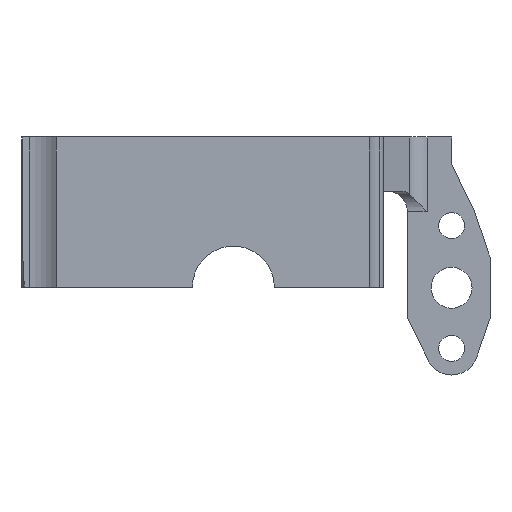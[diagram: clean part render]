
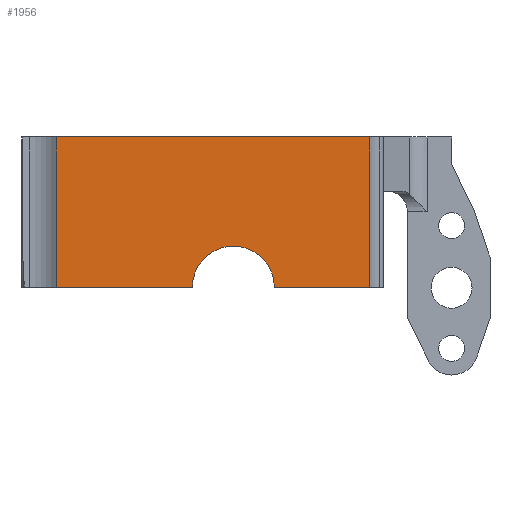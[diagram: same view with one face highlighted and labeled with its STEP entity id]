
A CAD part, front view. The second image highlights one B-rep face of the part: STEP entity #1956.
In plain terms, the highlighted planar face has unit normal (0, -1, 0).
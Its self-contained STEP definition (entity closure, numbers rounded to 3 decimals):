
#31 = VERTEX_POINT ( 'NONE', #1420 ) ;
#110 = VERTEX_POINT ( 'NONE', #1877 ) ;
#227 = VECTOR ( 'NONE', #2168, 1000. ) ;
#313 = FACE_OUTER_BOUND ( 'NONE', #3906, .T. ) ;
#337 = LINE ( 'NONE', #4192, #944 ) ;
#402 = VERTEX_POINT ( 'NONE', #2494 ) ;
#528 = CIRCLE ( 'NONE', #1812, 6. ) ;
#581 = EDGE_CURVE ( 'NONE', #1792, #402, #2245, .T. ) ;
#654 = VECTOR ( 'NONE', #1342, 1000. ) ;
#789 = ORIENTED_EDGE ( 'NONE', *, *, #581, .T. ) ;
#944 = VECTOR ( 'NONE', #3453, 1000. ) ;
#1028 = DIRECTION ( 'NONE',  ( 0., 0., -1. ) ) ;
#1283 = ORIENTED_EDGE ( 'NONE', *, *, #4170, .T. ) ;
#1342 = DIRECTION ( 'NONE',  ( 0., 0., -1. ) ) ;
#1420 = CARTESIAN_POINT ( 'NONE',  ( 10.993, -62.3, -22. ) ) ;
#1480 = DIRECTION ( 'NONE',  ( 0., 1., 0. ) ) ;
#1481 = VERTEX_POINT ( 'NONE', #3308 ) ;
#1609 = ORIENTED_EDGE ( 'NONE', *, *, #4495, .T. ) ;
#1638 = VERTEX_POINT ( 'NONE', #2964 ) ;
#1650 = CARTESIAN_POINT ( 'NONE',  ( 10.993, -62.3, -22. ) ) ;
#1706 = PLANE ( 'NONE',  #4930 ) ;
#1792 = VERTEX_POINT ( 'NONE', #3948 ) ;
#1812 = AXIS2_PLACEMENT_3D ( 'NONE', #3303, #4031, #1028 ) ;
#1877 = CARTESIAN_POINT ( 'NONE',  ( 24.993, -62.3, -22. ) ) ;
#1956 = ADVANCED_FACE ( 'NONE', ( #313 ), #1706, .T. ) ;
#2168 = DIRECTION ( 'NONE',  ( 1., 0., 0. ) ) ;
#2186 = CARTESIAN_POINT ( 'NONE',  ( -21., -62.3, -22. ) ) ;
#2219 = VECTOR ( 'NONE', #4307, 1000. ) ;
#2232 = CARTESIAN_POINT ( 'NONE',  ( 24.993, -62.3, 0. ) ) ;
#2245 = LINE ( 'NONE', #2232, #4024 ) ;
#2369 = VERTEX_POINT ( 'NONE', #2592 ) ;
#2471 = CARTESIAN_POINT ( 'NONE',  ( -21., -62.3, 0. ) ) ;
#2494 = CARTESIAN_POINT ( 'NONE',  ( -21., -62.3, 0. ) ) ;
#2592 = CARTESIAN_POINT ( 'NONE',  ( 4.993, -62.3, -16. ) ) ;
#2662 = ORIENTED_EDGE ( 'NONE', *, *, #4277, .T. ) ;
#2677 = DIRECTION ( 'NONE',  ( 0., 0., -1. ) ) ;
#2964 = CARTESIAN_POINT ( 'NONE',  ( -21., -62.3, -22. ) ) ;
#3102 = LINE ( 'NONE', #1650, #2219 ) ;
#3107 = LINE ( 'NONE', #2471, #654 ) ;
#3303 = CARTESIAN_POINT ( 'NONE',  ( 4.993, -62.3, -22. ) ) ;
#3308 = CARTESIAN_POINT ( 'NONE',  ( -1.007, -62.3, -22. ) ) ;
#3345 = LINE ( 'NONE', #2186, #227 ) ;
#3445 = EDGE_CURVE ( 'NONE', #1481, #2369, #3621, .T. ) ;
#3453 = DIRECTION ( 'NONE',  ( 0., 0., 1. ) ) ;
#3594 = ORIENTED_EDGE ( 'NONE', *, *, #3445, .T. ) ;
#3606 = ORIENTED_EDGE ( 'NONE', *, *, #4217, .T. ) ;
#3621 = CIRCLE ( 'NONE', #3881, 6. ) ;
#3766 = CARTESIAN_POINT ( 'NONE',  ( 4.993, -62.3, -22. ) ) ;
#3881 = AXIS2_PLACEMENT_3D ( 'NONE', #3766, #1480, #2677 ) ;
#3906 = EDGE_LOOP ( 'NONE', ( #789, #1283, #3606, #3594, #2662, #4321, #1609 ) ) ;
#3948 = CARTESIAN_POINT ( 'NONE',  ( 24.993, -62.3, 0. ) ) ;
#4024 = VECTOR ( 'NONE', #4899, 1000. ) ;
#4031 = DIRECTION ( 'NONE',  ( 0., 1., 0. ) ) ;
#4170 = EDGE_CURVE ( 'NONE', #402, #1638, #3107, .T. ) ;
#4192 = CARTESIAN_POINT ( 'NONE',  ( 24.993, -62.3, -22. ) ) ;
#4217 = EDGE_CURVE ( 'NONE', #1638, #1481, #3345, .T. ) ;
#4277 = EDGE_CURVE ( 'NONE', #2369, #31, #528, .T. ) ;
#4307 = DIRECTION ( 'NONE',  ( 1., 0., 0. ) ) ;
#4321 = ORIENTED_EDGE ( 'NONE', *, *, #4632, .T. ) ;
#4374 = DIRECTION ( 'NONE',  ( 0., 0., -1. ) ) ;
#4495 = EDGE_CURVE ( 'NONE', #110, #1792, #337, .T. ) ;
#4632 = EDGE_CURVE ( 'NONE', #31, #110, #3102, .T. ) ;
#4776 = DIRECTION ( 'NONE',  ( 0., -1., 0. ) ) ;
#4793 = CARTESIAN_POINT ( 'NONE',  ( 4.993, -62.3, -22. ) ) ;
#4899 = DIRECTION ( 'NONE',  ( -1., 0., 0. ) ) ;
#4930 = AXIS2_PLACEMENT_3D ( 'NONE', #4793, #4776, #4374 ) ;
